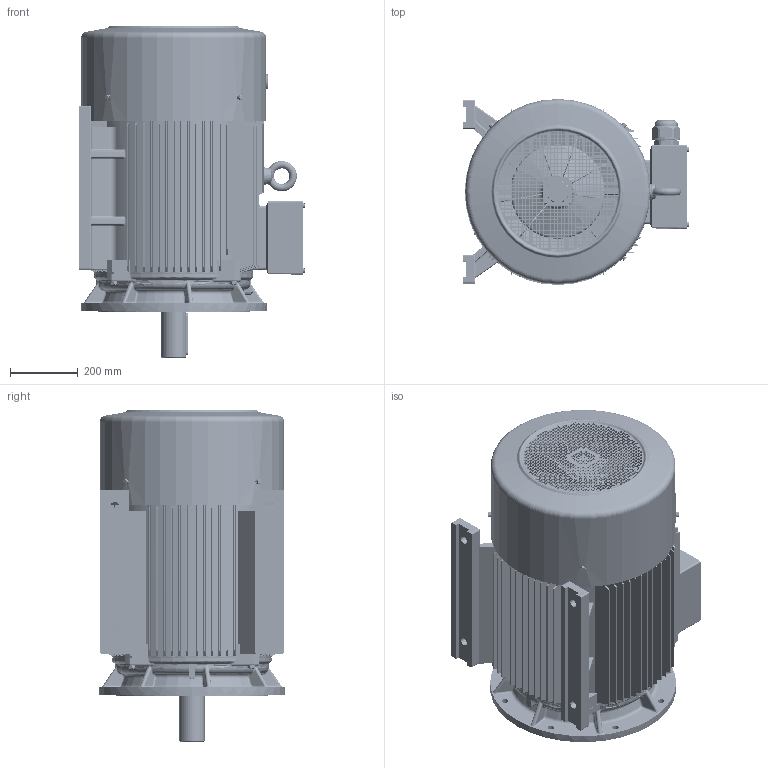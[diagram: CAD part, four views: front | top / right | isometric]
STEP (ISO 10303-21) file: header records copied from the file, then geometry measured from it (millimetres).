
FILE_DESCRIPTION(/* description */ (''),/* implementation_level */ '2;1');
FILE_NAME(/* name */ 'JM1-280S-4.6.8-B35.stp',/* time_stamp */ '2018-12-30T19:16:57+08:00',/* author */ (''),/* organization */ (''),/* preprocessor_version */ 'ST-DEVELOPER v16.7',/* originating_system */ 'SIEMENS PLM Software NX 12.0',/* authorisation */ '');
FILE_SCHEMA (('AP203_CONFIGURATION_CONTROLLED_3D_DESIGN_OF_MECHANICAL_PARTS_AND_ASSEMBLIES_MIM_LF { 1 0 10303 403 2 1 2}'));
Length unit declared in the file: millimetre
Products named in the file (1): JM1-280S-4.6.8-B35
Bounding box: 667.8 x 549.87 x 981.48 mm (x, y, z)
Volume: 41466303.4 mm3; surface area: 8144986.6 mm2
Topology: 61 solids, 61 shells, 10114 faces, 28719 edges, 18787 vertices
Faces by surface type: plane 4579, cylinder 4364, bspline 423, cone 385, torus 329, sphere 34
Full cylindrical faces by diameter (mm): 2 x2, 7.188 x4, 8 x8, 8.4 x4, 9 x1, 9.026 x8, 10 x11, 10.863 x8, 11.2 x8, 12 x18, 12.6 x8, 16 x4, 20 x1, 24 x4, 43.312 x2, 51.188 x4, 61.031 x12, 63 x4, 64.969 x12, 67.922 x2, 68 x1, 83.672 x2, 85 x4, 88 x2, 110 x4, 180 x2, 235 x4, 270 x1, 440 x1, 456 x1
Entity records: 381104 total; most frequent: CARTESIAN_POINT 90576, ORIENTED_EDGE 56492, DIRECTION 55110, EDGE_CURVE 28246, AXIS2_PLACEMENT_3D 19391, VERTEX_POINT 18643, LINE 16328, VECTOR 16328
